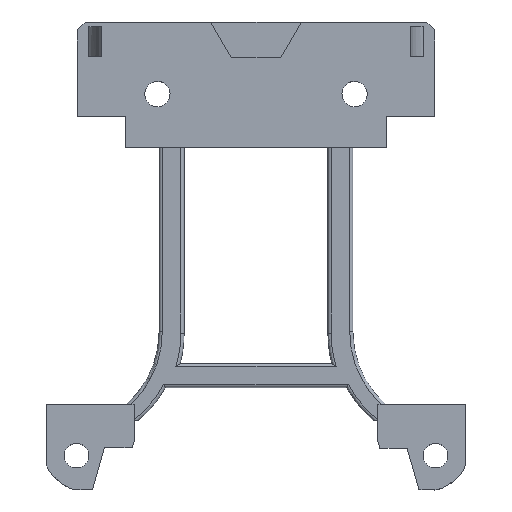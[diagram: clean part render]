
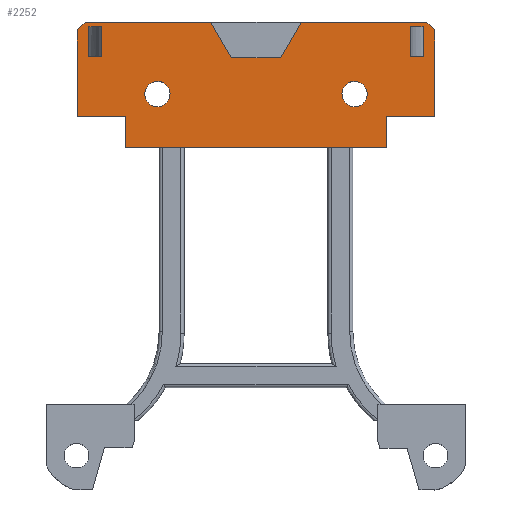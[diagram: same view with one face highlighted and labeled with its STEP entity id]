
A CAD part, top view. The second image highlights one B-rep face of the part: STEP entity #2252.
In plain terms, the highlighted planar face has unit normal (0, 0, 1).
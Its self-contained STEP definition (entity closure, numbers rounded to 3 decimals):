
#67=FACE_BOUND('',#811,.T.);
#68=FACE_BOUND('',#812,.T.);
#69=FACE_BOUND('',#813,.T.);
#70=FACE_BOUND('',#814,.T.);
#89=CIRCLE('',#2406,1.6);
#90=CIRCLE('',#2407,1.6);
#205=LINE('',#3596,#426);
#208=LINE('',#3601,#429);
#246=LINE('',#3773,#467);
#254=LINE('',#3791,#475);
#256=LINE('',#3795,#477);
#257=LINE('',#3798,#478);
#258=LINE('',#3800,#479);
#259=LINE('',#3802,#480);
#260=LINE('',#3803,#481);
#261=LINE('',#3805,#482);
#262=LINE('',#3806,#483);
#263=LINE('',#3808,#484);
#264=LINE('',#3810,#485);
#265=LINE('',#3812,#486);
#266=LINE('',#3813,#487);
#267=LINE('',#3818,#488);
#268=LINE('',#3820,#489);
#269=LINE('',#3822,#490);
#270=LINE('',#3823,#491);
#271=LINE('',#3826,#492);
#272=LINE('',#3828,#493);
#273=LINE('',#3830,#494);
#274=LINE('',#3831,#495);
#426=VECTOR('',#2665,10.);
#429=VECTOR('',#2668,10.);
#467=VECTOR('',#2744,10.);
#475=VECTOR('',#2758,10.);
#477=VECTOR('',#2762,10.);
#478=VECTOR('',#2765,10.);
#479=VECTOR('',#2766,10.);
#480=VECTOR('',#2767,10.);
#481=VECTOR('',#2768,10.);
#482=VECTOR('',#2769,10.);
#483=VECTOR('',#2770,10.);
#484=VECTOR('',#2771,10.);
#485=VECTOR('',#2772,10.);
#486=VECTOR('',#2773,10.);
#487=VECTOR('',#2774,10.);
#488=VECTOR('',#2777,10.);
#489=VECTOR('',#2778,10.);
#490=VECTOR('',#2779,10.);
#491=VECTOR('',#2780,10.);
#492=VECTOR('',#2781,10.);
#493=VECTOR('',#2782,10.);
#494=VECTOR('',#2783,10.);
#495=VECTOR('',#2784,10.);
#593=PLANE('',#2405);
#676=FACE_OUTER_BOUND('',#810,.T.);
#810=EDGE_LOOP('',(#1773,#1774,#1775,#1776,#1777,#1778,#1779,#1780,#1781,
#1782,#1783,#1784,#1785,#1786,#1787));
#811=EDGE_LOOP('',(#1788));
#812=EDGE_LOOP('',(#1789,#1790,#1791,#1792));
#813=EDGE_LOOP('',(#1793,#1794,#1795,#1796));
#814=EDGE_LOOP('',(#1797));
#1054=VERTEX_POINT('',#3593);
#1055=VERTEX_POINT('',#3595);
#1056=VERTEX_POINT('',#3598);
#1057=VERTEX_POINT('',#3600);
#1085=VERTEX_POINT('',#3770);
#1086=VERTEX_POINT('',#3772);
#1093=VERTEX_POINT('',#3789);
#1094=VERTEX_POINT('',#3793);
#1095=VERTEX_POINT('',#3797);
#1096=VERTEX_POINT('',#3799);
#1097=VERTEX_POINT('',#3801);
#1098=VERTEX_POINT('',#3804);
#1099=VERTEX_POINT('',#3807);
#1100=VERTEX_POINT('',#3809);
#1101=VERTEX_POINT('',#3811);
#1102=VERTEX_POINT('',#3814);
#1103=VERTEX_POINT('',#3816);
#1104=VERTEX_POINT('',#3817);
#1105=VERTEX_POINT('',#3819);
#1106=VERTEX_POINT('',#3821);
#1107=VERTEX_POINT('',#3824);
#1108=VERTEX_POINT('',#3825);
#1109=VERTEX_POINT('',#3827);
#1110=VERTEX_POINT('',#3829);
#1111=VERTEX_POINT('',#3832);
#1286=EDGE_CURVE('',#1055,#1054,#205,.T.);
#1289=EDGE_CURVE('',#1056,#1057,#208,.T.);
#1338=EDGE_CURVE('',#1085,#1086,#246,.T.);
#1348=EDGE_CURVE('',#1054,#1093,#254,.F.);
#1350=EDGE_CURVE('',#1093,#1094,#256,.F.);
#1351=EDGE_CURVE('',#1085,#1095,#257,.T.);
#1352=EDGE_CURVE('',#1095,#1096,#258,.T.);
#1353=EDGE_CURVE('',#1097,#1096,#259,.T.);
#1354=EDGE_CURVE('',#1055,#1097,#260,.T.);
#1355=EDGE_CURVE('',#1098,#1094,#261,.F.);
#1356=EDGE_CURVE('',#1057,#1098,#262,.F.);
#1357=EDGE_CURVE('',#1056,#1099,#263,.T.);
#1358=EDGE_CURVE('',#1099,#1100,#264,.T.);
#1359=EDGE_CURVE('',#1101,#1100,#265,.T.);
#1360=EDGE_CURVE('',#1086,#1101,#266,.T.);
#1361=EDGE_CURVE('',#1102,#1102,#89,.F.);
#1362=EDGE_CURVE('',#1103,#1104,#267,.T.);
#1363=EDGE_CURVE('',#1105,#1103,#268,.T.);
#1364=EDGE_CURVE('',#1106,#1105,#269,.T.);
#1365=EDGE_CURVE('',#1104,#1106,#270,.T.);
#1366=EDGE_CURVE('',#1107,#1108,#271,.T.);
#1367=EDGE_CURVE('',#1108,#1109,#272,.T.);
#1368=EDGE_CURVE('',#1109,#1110,#273,.T.);
#1369=EDGE_CURVE('',#1110,#1107,#274,.T.);
#1370=EDGE_CURVE('',#1111,#1111,#90,.F.);
#1773=ORIENTED_EDGE('',*,*,#1338,.F.);
#1774=ORIENTED_EDGE('',*,*,#1351,.T.);
#1775=ORIENTED_EDGE('',*,*,#1352,.T.);
#1776=ORIENTED_EDGE('',*,*,#1353,.F.);
#1777=ORIENTED_EDGE('',*,*,#1354,.F.);
#1778=ORIENTED_EDGE('',*,*,#1286,.T.);
#1779=ORIENTED_EDGE('',*,*,#1348,.T.);
#1780=ORIENTED_EDGE('',*,*,#1350,.T.);
#1781=ORIENTED_EDGE('',*,*,#1355,.F.);
#1782=ORIENTED_EDGE('',*,*,#1356,.F.);
#1783=ORIENTED_EDGE('',*,*,#1289,.F.);
#1784=ORIENTED_EDGE('',*,*,#1357,.T.);
#1785=ORIENTED_EDGE('',*,*,#1358,.T.);
#1786=ORIENTED_EDGE('',*,*,#1359,.F.);
#1787=ORIENTED_EDGE('',*,*,#1360,.F.);
#1788=ORIENTED_EDGE('',*,*,#1361,.F.);
#1789=ORIENTED_EDGE('',*,*,#1362,.F.);
#1790=ORIENTED_EDGE('',*,*,#1363,.F.);
#1791=ORIENTED_EDGE('',*,*,#1364,.F.);
#1792=ORIENTED_EDGE('',*,*,#1365,.F.);
#1793=ORIENTED_EDGE('',*,*,#1366,.T.);
#1794=ORIENTED_EDGE('',*,*,#1367,.T.);
#1795=ORIENTED_EDGE('',*,*,#1368,.T.);
#1796=ORIENTED_EDGE('',*,*,#1369,.T.);
#1797=ORIENTED_EDGE('',*,*,#1370,.T.);
#2252=ADVANCED_FACE('',(#676,#67,#68,#69,#70),#593,.F.);
#2405=AXIS2_PLACEMENT_3D('',#3796,#2763,#2764);
#2406=AXIS2_PLACEMENT_3D('',#3815,#2775,#2776);
#2407=AXIS2_PLACEMENT_3D('',#3833,#2785,#2786);
#2665=DIRECTION('',(-1.,0.,0.));
#2668=DIRECTION('',(1.,0.,0.));
#2744=DIRECTION('',(-1.,0.,0.));
#2758=DIRECTION('',(0.5,0.866,0.));
#2762=DIRECTION('',(1.,0.,0.));
#2763=DIRECTION('center_axis',(0.,0.,
-1.));
#2764=DIRECTION('ref_axis',(0.,1.,0.));
#2765=DIRECTION('',(0.,1.,0.));
#2766=DIRECTION('',(1.,0.,0.));
#2767=DIRECTION('',(0.,-1.,0.));
#2768=DIRECTION('',(0.707,-0.707,0.));
#2769=DIRECTION('',(-1.,0.,0.));
#2770=DIRECTION('',(-0.5,0.866,0.));
#2771=DIRECTION('',(-0.707,-0.707,0.));
#2772=DIRECTION('',(0.,-1.,0.));
#2773=DIRECTION('',(-1.,0.,0.));
#2774=DIRECTION('',(0.,1.,0.));
#2775=DIRECTION('center_axis',(0.,0.,
-1.));
#2776=DIRECTION('ref_axis',(0.382,-0.924,0.));
#2777=DIRECTION('',(0.,1.,0.));
#2778=DIRECTION('',(1.,0.,0.));
#2779=DIRECTION('',(0.,-1.,0.));
#2780=DIRECTION('',(-1.,0.,0.));
#2781=DIRECTION('',(0.,1.,0.));
#2782=DIRECTION('',(1.,0.,0.));
#2783=DIRECTION('',(0.,-1.,0.));
#2784=DIRECTION('',(-1.,0.,0.));
#2785=DIRECTION('center_axis',(0.,0.,
1.));
#2786=DIRECTION('ref_axis',(-0.382,-0.924,0.));
#3593=CARTESIAN_POINT('',(5.183,44.002,-41.808));
#3595=CARTESIAN_POINT('',(21.024,44.002,-41.808));
#3596=CARTESIAN_POINT('',(-7.368,44.002,-41.808));
#3598=CARTESIAN_POINT('',(-22.114,44.002,-41.808));
#3600=CARTESIAN_POINT('',(-6.272,44.002,-41.808));
#3601=CARTESIAN_POINT('',(6.279,44.002,-41.808));
#3770=CARTESIAN_POINT('',(15.924,28.193,-41.808));
#3772=CARTESIAN_POINT('',(-17.014,28.193,-41.808));
#3773=CARTESIAN_POINT('',(-0.471,28.193,-41.808));
#3789=CARTESIAN_POINT('',(2.588,39.505,-41.808));
#3791=CARTESIAN_POINT('',(-0.769,33.688,-41.808));
#3793=CARTESIAN_POINT('',(-0.545,39.504,-41.808));
#3795=CARTESIAN_POINT('',(0.817,39.505,-41.808));
#3796=CARTESIAN_POINT('Origin',(-0.661,18.873,-41.808));
#3797=CARTESIAN_POINT('',(15.924,32.053,-41.808));
#3798=CARTESIAN_POINT('',(15.924,5.498,-41.808));
#3799=CARTESIAN_POINT('',(22.024,32.053,-41.808));
#3800=CARTESIAN_POINT('',(7.632,32.053,-41.808));
#3801=CARTESIAN_POINT('',(22.024,43.002,-41.808));
#3802=CARTESIAN_POINT('',(22.024,25.963,-41.808));
#3803=CARTESIAN_POINT('',(22.135,42.891,-41.808));
#3804=CARTESIAN_POINT('',(-3.677,39.505,-41.808));
#3805=CARTESIAN_POINT('',(-1.906,39.505,-41.808));
#3806=CARTESIAN_POINT('',(-0.32,33.688,-41.808));
#3807=CARTESIAN_POINT('',(-23.114,43.002,-41.808));
#3808=CARTESIAN_POINT('',(-23.225,42.891,-41.808));
#3809=CARTESIAN_POINT('',(-23.114,32.053,-41.808));
#3810=CARTESIAN_POINT('',(-23.114,25.963,-41.808));
#3811=CARTESIAN_POINT('',(-17.014,32.053,-41.808));
#3812=CARTESIAN_POINT('',(-8.721,32.053,-41.808));
#3813=CARTESIAN_POINT('',(-17.014,5.498,-41.808));
#3814=CARTESIAN_POINT('',(-13.611,36.381,-41.808));
#3815=CARTESIAN_POINT('Origin',(-13.,34.903,-41.808));
#3816=CARTESIAN_POINT('',(-20.109,39.615,-41.808));
#3817=CARTESIAN_POINT('',(-20.109,43.415,-41.808));
#3818=CARTESIAN_POINT('',(-20.109,39.615,-41.808));
#3819=CARTESIAN_POINT('',(-21.639,39.615,-41.808));
#3820=CARTESIAN_POINT('',(2.974,39.615,-41.808));
#3821=CARTESIAN_POINT('',(-21.639,43.415,-41.808));
#3822=CARTESIAN_POINT('',(-21.639,39.615,-41.808));
#3823=CARTESIAN_POINT('',(2.974,43.415,-41.808));
#3824=CARTESIAN_POINT('',(19.02,39.615,-41.808));
#3825=CARTESIAN_POINT('',(19.02,43.415,-41.808));
#3826=CARTESIAN_POINT('',(19.02,39.615,-41.808));
#3827=CARTESIAN_POINT('',(20.549,43.415,-41.808));
#3828=CARTESIAN_POINT('',(-4.063,43.415,-41.808));
#3829=CARTESIAN_POINT('',(20.549,39.615,-41.808));
#3830=CARTESIAN_POINT('',(20.549,39.615,-41.808));
#3831=CARTESIAN_POINT('',(-4.063,39.615,-41.808));
#3832=CARTESIAN_POINT('',(12.522,36.381,-41.808));
#3833=CARTESIAN_POINT('Origin',(11.911,34.903,-41.808));
